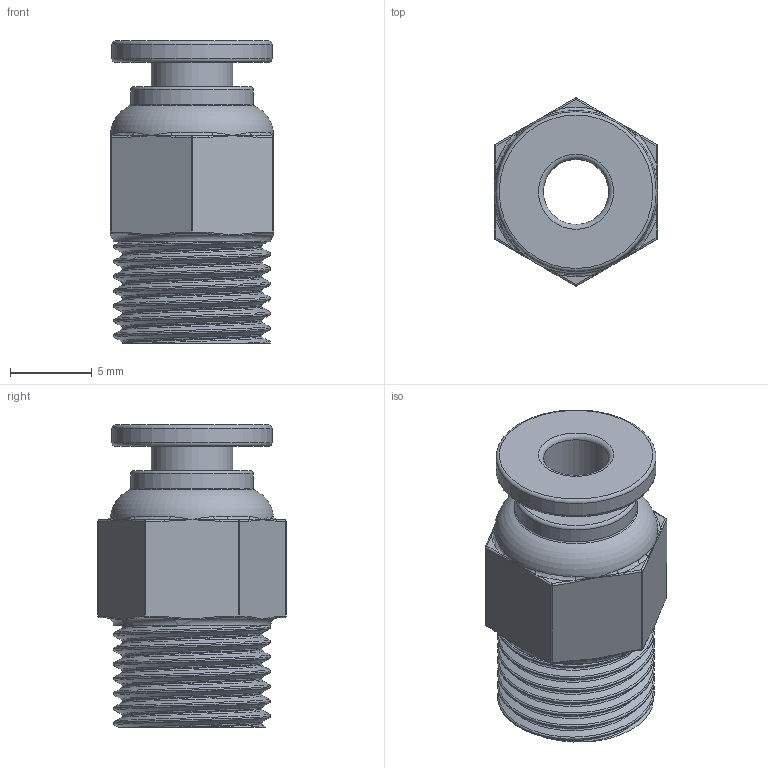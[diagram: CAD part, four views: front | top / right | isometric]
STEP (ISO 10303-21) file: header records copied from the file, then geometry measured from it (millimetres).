
FILE_DESCRIPTION(/* description */ (''),/* implementation_level */ '2;1');
FILE_NAME(/* name */ 'M10 Pneumatic Coupler_v1.step',/* time_stamp */ '2023-05-23T22:33:28-06:00',/* author */ (''),/* organization */ (''),/* preprocessor_version */ 'ST-DEVELOPER v19.2',/* originating_system */ 'Autodesk Translation Framework v12.4.0.73',/* authorisation */ '');
FILE_SCHEMA (('AUTOMOTIVE_DESIGN { 1 0 10303 214 3 1 1 }'));
Length unit declared in the file: millimetre
Products named in the file (2): M10 Pneumatic Coupler; M10 Coupler
Assembly tree (1 placements, depth 2):
  M10 Pneumatic Coupler
    M10 Coupler
Bounding box: 10 x 11.52 x 18.5 mm (x, y, z)
Volume: 966.8 mm3; surface area: 1528 mm2
Topology: 2 solids, 2 shells, 146 faces, 347 edges, 183 vertices
Faces by surface type: bspline 48, cylinder 44, plane 25, torus 17, sphere 12
Full cylindrical faces by diameter (mm): 4 x1, 5 x2, 6.5 x1, 7.5 x1, 8.566 x6, 9.8 x1
Entity records: 8416 total; most frequent: CARTESIAN_POINT 5395, ORIENTED_EDGE 646, DIRECTION 565, EDGE_CURVE 323, AXIS2_PLACEMENT_3D 246, VERTEX_POINT 183, EDGE_LOOP 152, FACE_OUTER_BOUND 146
